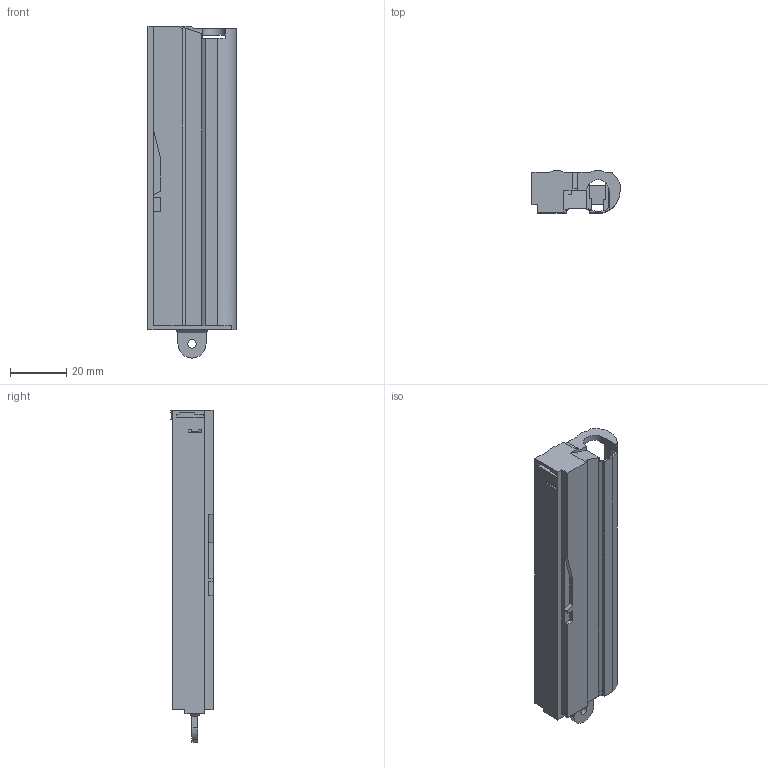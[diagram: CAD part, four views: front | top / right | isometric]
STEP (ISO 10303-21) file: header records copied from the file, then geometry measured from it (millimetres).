
FILE_DESCRIPTION(/* description */ (''),/* implementation_level */ '2;1');
FILE_NAME(/* name */ 'AA Battery Tray v1.step',/* time_stamp */ '2025-06-24T14:08:07-05:00',/* author */ (''),/* organization */ (''),/* preprocessor_version */ 'ST-DEVELOPER v20.1',/* originating_system */ 'Autodesk Translation Framework v14.10.0.0',/* authorisation */ '');
FILE_SCHEMA (('AUTOMOTIVE_DESIGN { 1 0 10303 214 3 1 1 }'));
Length unit declared in the file: millimetre
Products named in the file (1): AA Battery Tray
Bounding box: 31.3 x 14.98 x 118 mm (x, y, z)
Volume: 7438.9 mm3; surface area: 14112.7 mm2
Topology: 1 solids, 1 shells, 137 faces, 405 edges, 262 vertices
Faces by surface type: plane 123, cylinder 14
Full cylindrical faces by diameter (mm): 3 x1
Entity records: 4562 total; most frequent: ORIENTED_EDGE 810, CARTESIAN_POINT 805, DIRECTION 735, EDGE_CURVE 405, LINE 351, VECTOR 351, VERTEX_POINT 262, AXIS2_PLACEMENT_3D 192
